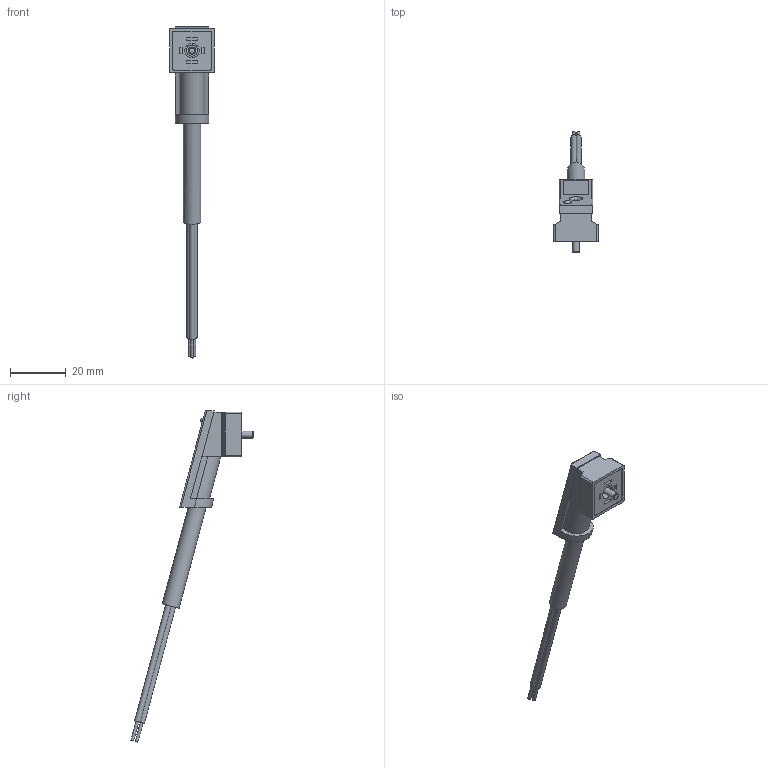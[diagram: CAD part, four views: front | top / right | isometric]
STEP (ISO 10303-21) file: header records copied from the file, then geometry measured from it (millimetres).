
FILE_DESCRIPTION(/* description */ ('STEP AP214'),/* implementation_level */ '2;1');
FILE_NAME(/* name */ '174844_KMEB-2-24-25-LED',/* time_stamp */ '2024-08-29T16:53:18+02:00',/* author */ ('License CC BY-ND 4.0'),/* organization */ ('CADENAS'),/* preprocessor_version */ 'ST-DEVELOPER v19.3',/* originating_system */ 'PARTsolutions',/* authorisation */ ' ');
FILE_SCHEMA (('AUTOMOTIVE_DESIGN {1 0 10303 214 3 1 1}'));
Length unit declared in the file: millimetre
Products named in the file (2): 174844 KMEB-2-24-2,5-LED; 174844 KMEB-2-24-2,5-LED---(part)
Assembly tree (1 placements, depth 2):
  174844 KMEB-2-24-2,5-LED
    174844 KMEB-2-24-2,5-LED---(part)
Bounding box: 16 x 43.67 x 118.77 mm (x, y, z)
Volume: 6253.9 mm3; surface area: 4083.2 mm2
Topology: 1 solids, 1 shells, 99 faces, 248 edges, 167 vertices
Faces by surface type: plane 72, cylinder 24, sphere 2, cone 1
Full cylindrical faces by diameter (mm): 1 x3, 2.5 x1, 3 x1, 4 x1, 5 x1, 5.2 x1, 6.2 x1
Entity records: 3555 total; most frequent: DIRECTION 493, CARTESIAN_POINT 484, ORIENTED_EDGE 452, EDGE_CURVE 226, AXIS2_PLACEMENT_3D 166, LINE 161, VECTOR 161, VERTEX_POINT 157
